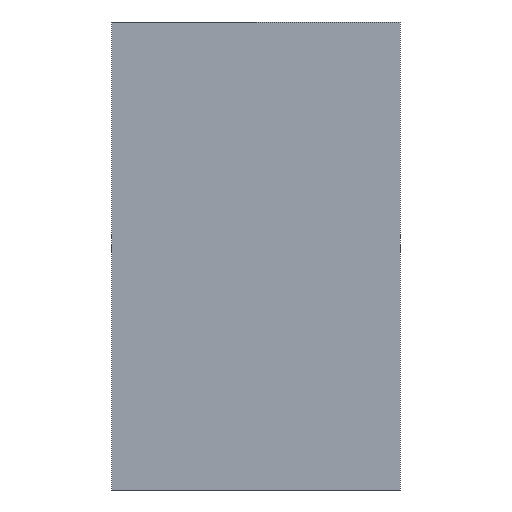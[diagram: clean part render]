
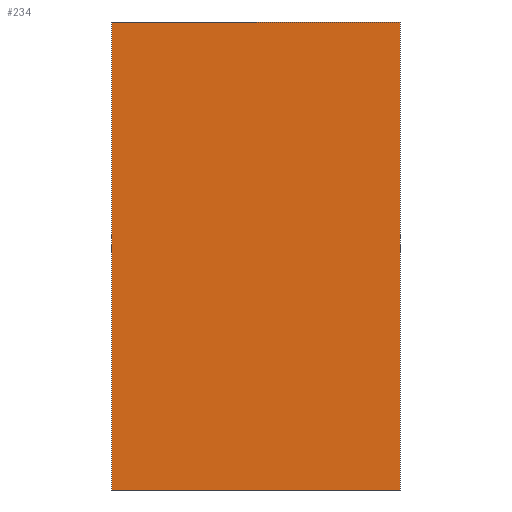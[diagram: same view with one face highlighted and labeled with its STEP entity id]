
A CAD part, left-side view. The second image highlights one B-rep face of the part: STEP entity #234.
In plain terms, the highlighted planar face has unit normal (-1, 0, 0).
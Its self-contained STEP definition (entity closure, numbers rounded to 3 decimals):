
#34=FACE_OUTER_BOUND('',#48,.T.);
#48=EDGE_LOOP('',(#197,#198,#199,#200));
#67=LINE('',#361,#93);
#71=LINE('',#370,#97);
#76=LINE('',#385,#102);
#77=LINE('',#386,#103);
#93=VECTOR('',#295,10.);
#97=VECTOR('',#303,10.);
#102=VECTOR('',#320,10.);
#103=VECTOR('',#321,10.);
#116=VERTEX_POINT('',#358);
#117=VERTEX_POINT('',#360);
#120=VERTEX_POINT('',#368);
#124=VERTEX_POINT('',#384);
#140=EDGE_CURVE('',#116,#117,#67,.T.);
#145=EDGE_CURVE('',#116,#120,#71,.T.);
#152=EDGE_CURVE('',#124,#120,#76,.T.);
#153=EDGE_CURVE('',#117,#124,#77,.T.);
#197=ORIENTED_EDGE('',*,*,#140,.F.);
#198=ORIENTED_EDGE('',*,*,#145,.T.);
#199=ORIENTED_EDGE('',*,*,#152,.F.);
#200=ORIENTED_EDGE('',*,*,#153,.F.);
#222=PLANE('',#264);
#234=ADVANCED_FACE('',(#34),#222,.T.);
#264=AXIS2_PLACEMENT_3D('',#383,#318,#319);
#295=DIRECTION('',(0.,1.,0.));
#303=DIRECTION('',(0.,0.,1.));
#318=DIRECTION('center_axis',(-1.,0.,0.));
#319=DIRECTION('ref_axis',(0.,-1.,0.));
#320=DIRECTION('',(0.,-1.,0.));
#321=DIRECTION('',(0.,0.,1.));
#358=CARTESIAN_POINT('',(-20.5,-4.,0.));
#360=CARTESIAN_POINT('',(-20.5,4.,0.));
#361=CARTESIAN_POINT('',(-20.5,-4.,0.));
#368=CARTESIAN_POINT('',(-20.5,-4.,13.));
#370=CARTESIAN_POINT('',(-20.5,-4.,0.));
#383=CARTESIAN_POINT('Origin',(-20.5,4.,0.));
#384=CARTESIAN_POINT('',(-20.5,4.,13.));
#385=CARTESIAN_POINT('',(-20.5,-4.,13.));
#386=CARTESIAN_POINT('',(-20.5,4.,0.));
